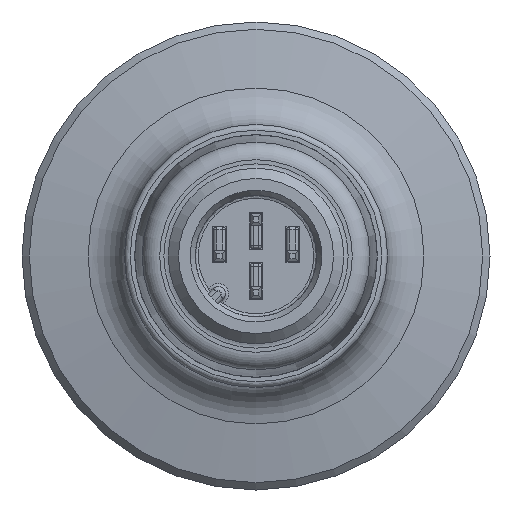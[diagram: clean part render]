
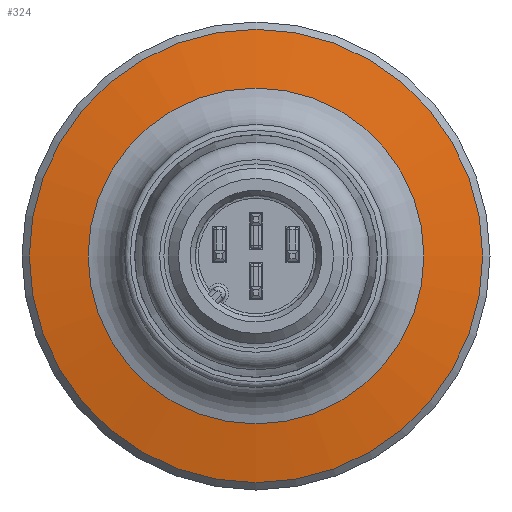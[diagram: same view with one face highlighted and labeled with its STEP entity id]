
A CAD part, front view. The second image highlights one B-rep face of the part: STEP entity #324.
In plain terms, the highlighted conical face has half-angle 80 degrees and reference radius 15.5 mm.
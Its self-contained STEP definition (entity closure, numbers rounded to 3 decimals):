
#324 = ADVANCED_FACE( '', ( #834, #835 ), #836, .T. );
#834 = FACE_BOUND( '', #1999, .T. );
#835 = FACE_OUTER_BOUND( '', #2000, .T. );
#836 = CONICAL_SURFACE( '', #2001, 15.5, 1.396 );
#1999 = EDGE_LOOP( '', ( #3167 ) );
#2000 = EDGE_LOOP( '', ( #3168 ) );
#2001 = AXIS2_PLACEMENT_3D( '', #3169, #3170, #3171 );
#3167 = ORIENTED_EDGE( '', *, *, #4792, .F. );
#3168 = ORIENTED_EDGE( '', *, *, #4793, .T. );
#3169 = CARTESIAN_POINT( '', ( 0., -90.55, 0. ) );
#3170 = DIRECTION( '', ( 0., 1., 0. ) );
#3171 = DIRECTION( '', ( 1., 0., 0. ) );
#4792 = EDGE_CURVE( '', #5603, #5603, #5604, .T. );
#4793 = EDGE_CURVE( '', #5605, #5605, #5606, .F. );
#5603 = VERTEX_POINT( '', #6964 );
#5604 = CIRCLE( '', #6965, 11.479 );
#5605 = VERTEX_POINT( '', #6966 );
#5606 = CIRCLE( '', #6967, 15.5 );
#6964 = CARTESIAN_POINT( '', ( -11.479, -91.259, 0. ) );
#6965 = AXIS2_PLACEMENT_3D( '', #8348, #8349, #8350 );
#6966 = CARTESIAN_POINT( '', ( 15.5, -90.55, 0. ) );
#6967 = AXIS2_PLACEMENT_3D( '', #8351, #8352, #8353 );
#8348 = CARTESIAN_POINT( '', ( 0., -91.259, 0. ) );
#8349 = DIRECTION( '', ( 0., -1., 0. ) );
#8350 = DIRECTION( '', ( -1., 0., 0. ) );
#8351 = CARTESIAN_POINT( '', ( 0., -90.55, 0. ) );
#8352 = DIRECTION( '', ( 0., 1., 0. ) );
#8353 = DIRECTION( '', ( 1., 0., 0. ) );
